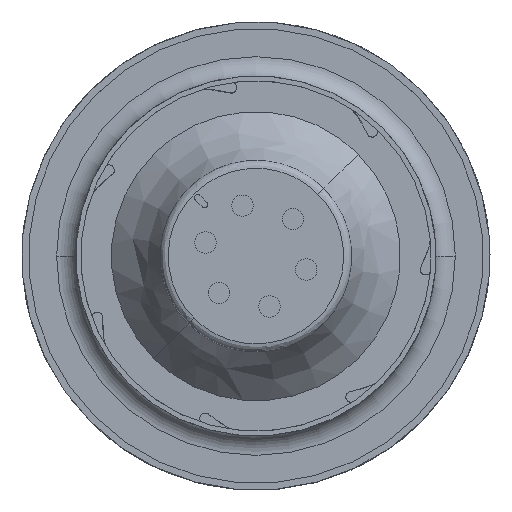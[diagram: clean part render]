
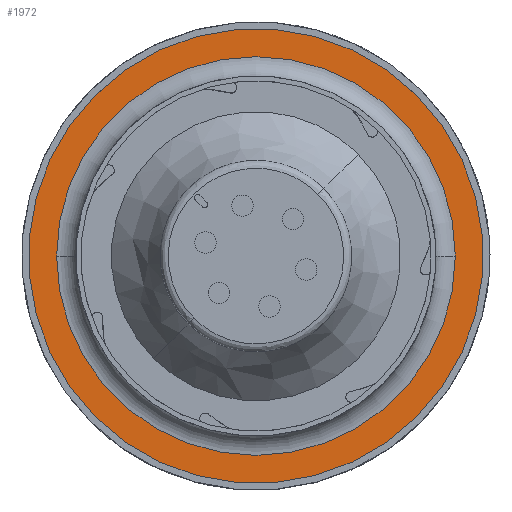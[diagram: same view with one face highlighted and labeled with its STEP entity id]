
A CAD part, top view. The second image highlights one B-rep face of the part: STEP entity #1972.
In plain terms, the highlighted planar face has unit normal (0, 0, 1).
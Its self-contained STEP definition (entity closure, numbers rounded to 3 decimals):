
#70 = ORIENTED_EDGE ( 'NONE', *, *, #5655, .F. ) ;
#109 = EDGE_CURVE ( 'NONE', #5764, #230, #1649, .T. ) ;
#230 = VERTEX_POINT ( 'NONE', #3470 ) ;
#274 = DIRECTION ( 'NONE',  ( -0.707, -0.707, 0. ) ) ;
#305 = AXIS2_PLACEMENT_3D ( 'NONE', #4446, #3532, #3045 ) ;
#666 = DIRECTION ( 'NONE',  ( 1., 0., 0. ) ) ;
#699 = CARTESIAN_POINT ( 'NONE',  ( -74.528, 0., 6.9 ) ) ;
#727 = EDGE_LOOP ( 'NONE', ( #2223, #70 ) ) ;
#1158 = CARTESIAN_POINT ( 'NONE',  ( 0., 0., 6.9 ) ) ;
#1520 = DIRECTION ( 'NONE',  ( -0.707, -0.707, 0. ) ) ;
#1522 = AXIS2_PLACEMENT_3D ( 'NONE', #1158, #3009, #666 ) ;
#1626 = CIRCLE ( 'NONE', #1522, 74.528 ) ;
#1649 = CIRCLE ( 'NONE', #3548, 85. ) ;
#1671 = CARTESIAN_POINT ( 'NONE',  ( 53.062, 53.062, 6.9 ) ) ;
#1790 = AXIS2_PLACEMENT_3D ( 'NONE', #1671, #3116, #274 ) ;
#1908 = DIRECTION ( 'NONE',  ( 0., 0., 1. ) ) ;
#1972 = ADVANCED_FACE ( 'NONE', ( #3351, #2544 ), #2092, .F. ) ;
#2092 = PLANE ( 'NONE',  #1790 ) ;
#2223 = ORIENTED_EDGE ( 'NONE', *, *, #4856, .F. ) ;
#2351 = CIRCLE ( 'NONE', #305, 74.528 ) ;
#2463 = CARTESIAN_POINT ( 'NONE',  ( -60.104, -60.104, 6.9 ) ) ;
#2544 = FACE_BOUND ( 'NONE', #727, .T. ) ;
#2764 = VERTEX_POINT ( 'NONE', #3228 ) ;
#2886 = AXIS2_PLACEMENT_3D ( 'NONE', #4259, #1908, #2917 ) ;
#2917 = DIRECTION ( 'NONE',  ( -0.707, -0.707, 0. ) ) ;
#2970 = DIRECTION ( 'NONE',  ( 0., 0., 1. ) ) ;
#3009 = DIRECTION ( 'NONE',  ( 0., 0., 1. ) ) ;
#3045 = DIRECTION ( 'NONE',  ( 1., 0., 0. ) ) ;
#3116 = DIRECTION ( 'NONE',  ( 0., 0., -1. ) ) ;
#3228 = CARTESIAN_POINT ( 'NONE',  ( 74.528, 0., 6.9 ) ) ;
#3343 = VERTEX_POINT ( 'NONE', #699 ) ;
#3351 = FACE_OUTER_BOUND ( 'NONE', #4078, .T. ) ;
#3470 = CARTESIAN_POINT ( 'NONE',  ( 60.104, 60.104, 6.9 ) ) ;
#3532 = DIRECTION ( 'NONE',  ( 0., 0., 1. ) ) ;
#3548 = AXIS2_PLACEMENT_3D ( 'NONE', #5710, #2970, #1520 ) ;
#4078 = EDGE_LOOP ( 'NONE', ( #4329, #4974 ) ) ;
#4259 = CARTESIAN_POINT ( 'NONE',  ( 0., 0., 6.9 ) ) ;
#4329 = ORIENTED_EDGE ( 'NONE', *, *, #109, .T. ) ;
#4446 = CARTESIAN_POINT ( 'NONE',  ( 0., 0., 6.9 ) ) ;
#4771 = EDGE_CURVE ( 'NONE', #230, #5764, #5450, .T. ) ;
#4856 = EDGE_CURVE ( 'NONE', #2764, #3343, #1626, .T. ) ;
#4974 = ORIENTED_EDGE ( 'NONE', *, *, #4771, .T. ) ;
#5450 = CIRCLE ( 'NONE', #2886, 85. ) ;
#5655 = EDGE_CURVE ( 'NONE', #3343, #2764, #2351, .T. ) ;
#5710 = CARTESIAN_POINT ( 'NONE',  ( 0., 0., 6.9 ) ) ;
#5764 = VERTEX_POINT ( 'NONE', #2463 ) ;
